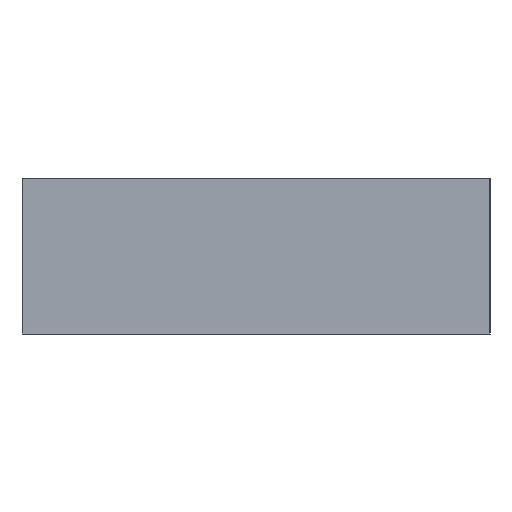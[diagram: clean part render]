
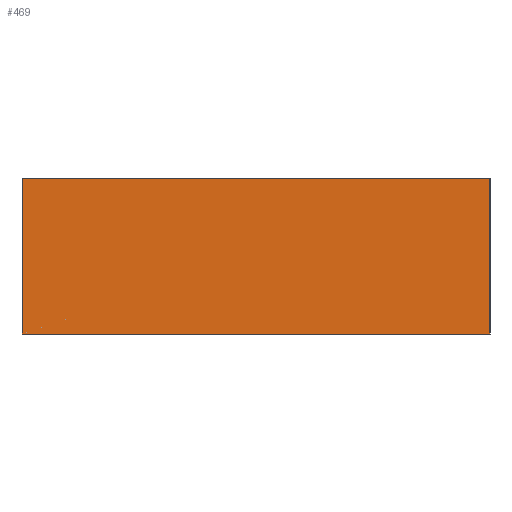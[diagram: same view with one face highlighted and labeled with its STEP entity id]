
A CAD part, left-side view. The second image highlights one B-rep face of the part: STEP entity #469.
In plain terms, the highlighted planar face has unit normal (-1, 0, 0).
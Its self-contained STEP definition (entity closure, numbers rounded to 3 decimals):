
#8 = CARTESIAN_POINT ( 'NONE',  ( 0., 0., 0. ) ) ;
#93 = CARTESIAN_POINT ( 'NONE',  ( 0., 6., 2. ) ) ;
#98 = DIRECTION ( 'NONE',  ( 0., 0., -1. ) ) ;
#102 = CARTESIAN_POINT ( 'NONE',  ( 0., 6., 2. ) ) ;
#135 = VECTOR ( 'NONE', #98, 1000. ) ;
#150 = ORIENTED_EDGE ( 'NONE', *, *, #652, .T. ) ;
#152 = CARTESIAN_POINT ( 'NONE',  ( 0., 6., 0. ) ) ;
#157 = LINE ( 'NONE', #102, #135 ) ;
#166 = FACE_OUTER_BOUND ( 'NONE', #539, .T. ) ;
#186 = CARTESIAN_POINT ( 'NONE',  ( 0., 0., 2. ) ) ;
#215 = DIRECTION ( 'NONE',  ( 0., 0., -1. ) ) ;
#234 = VECTOR ( 'NONE', #558, 1000. ) ;
#236 = LINE ( 'NONE', #537, #234 ) ;
#239 = PLANE ( 'NONE',  #624 ) ;
#240 = VECTOR ( 'NONE', #559, 1000. ) ;
#245 = VECTOR ( 'NONE', #598, 1000. ) ;
#246 = LINE ( 'NONE', #616, #245 ) ;
#248 = CARTESIAN_POINT ( 'NONE',  ( 0., 0., 2. ) ) ;
#269 = LINE ( 'NONE', #566, #240 ) ;
#326 = EDGE_CURVE ( 'NONE', #492, #338, #246, .T. ) ;
#338 = VERTEX_POINT ( 'NONE', #8 ) ;
#364 = EDGE_CURVE ( 'NONE', #473, #338, #269, .T. ) ;
#389 = EDGE_CURVE ( 'NONE', #654, #473, #236, .T. ) ;
#458 = DIRECTION ( 'NONE',  ( 1., 0., 0. ) ) ;
#469 = ADVANCED_FACE ( 'NONE', ( #166 ), #239, .F. ) ;
#473 = VERTEX_POINT ( 'NONE', #186 ) ;
#492 = VERTEX_POINT ( 'NONE', #152 ) ;
#524 = ORIENTED_EDGE ( 'NONE', *, *, #364, .F. ) ;
#525 = ORIENTED_EDGE ( 'NONE', *, *, #389, .F. ) ;
#533 = ORIENTED_EDGE ( 'NONE', *, *, #326, .T. ) ;
#537 = CARTESIAN_POINT ( 'NONE',  ( 0., 0., 2. ) ) ;
#539 = EDGE_LOOP ( 'NONE', ( #533, #524, #525, #150 ) ) ;
#558 = DIRECTION ( 'NONE',  ( 0., -1., 0. ) ) ;
#559 = DIRECTION ( 'NONE',  ( 0., 0., -1. ) ) ;
#566 = CARTESIAN_POINT ( 'NONE',  ( 0., 0., 2. ) ) ;
#598 = DIRECTION ( 'NONE',  ( 0., -1., 0. ) ) ;
#616 = CARTESIAN_POINT ( 'NONE',  ( 0., 0., 0. ) ) ;
#624 = AXIS2_PLACEMENT_3D ( 'NONE', #248, #458, #215 ) ;
#652 = EDGE_CURVE ( 'NONE', #654, #492, #157, .T. ) ;
#654 = VERTEX_POINT ( 'NONE', #93 ) ;
